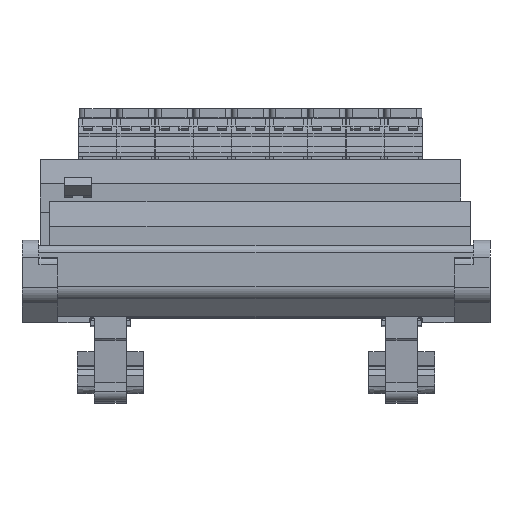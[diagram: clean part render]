
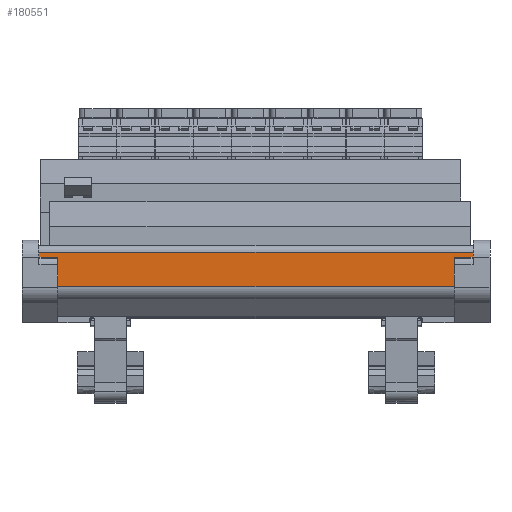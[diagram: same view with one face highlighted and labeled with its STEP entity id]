
A CAD part, front view. The second image highlights one B-rep face of the part: STEP entity #180551.
In plain terms, the highlighted planar face has unit normal (0, -1, 0).
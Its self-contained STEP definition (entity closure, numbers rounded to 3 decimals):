
#180534=AXIS2_PLACEMENT_3D('Plane Axis2P3D',#180531,#180532,#180533) ;
#169590=CARTESIAN_POINT('Line Origine',(120.,2.1,37.302)) ;
#169594=CARTESIAN_POINT('Vertex',(120.,2.1,36.552)) ;
#169596=CARTESIAN_POINT('Vertex',(120.,2.1,38.052)) ;
#173947=CARTESIAN_POINT('Line Origine',(120.,2.1,33.763)) ;
#173951=CARTESIAN_POINT('Vertex',(120.,2.1,30.973)) ;
#174537=CARTESIAN_POINT('Vertex',(120.,2.1,40.202)) ;
#174540=CARTESIAN_POINT('Line Origine',(120.,2.1,39.127)) ;
#174768=CARTESIAN_POINT('Line Origine',(4.5,2.1,37.302)) ;
#174772=CARTESIAN_POINT('Vertex',(4.5,2.1,38.052)) ;
#174774=CARTESIAN_POINT('Vertex',(4.5,2.1,36.552)) ;
#179404=CARTESIAN_POINT('Line Origine',(4.5,2.1,39.127)) ;
#179408=CARTESIAN_POINT('Vertex',(4.5,2.1,40.202)) ;
#179622=CARTESIAN_POINT('Vertex',(4.5,2.1,30.973)) ;
#179625=CARTESIAN_POINT('Line Origine',(4.5,2.1,33.763)) ;
#180518=CARTESIAN_POINT('Line Origine',(0.,2.1,30.973)) ;
#180531=CARTESIAN_POINT('Axis2P3D Location',(0.,2.1,30.973)) ;
#180536=CARTESIAN_POINT('Line Origine',(62.25,2.1,40.202)) ;
#169591=DIRECTION('Vector Direction',(0.,0.,1.)) ;
#173948=DIRECTION('Vector Direction',(0.,0.,1.)) ;
#174541=DIRECTION('Vector Direction',(0.,0.,1.)) ;
#174769=DIRECTION('Vector Direction',(0.,0.,-1.)) ;
#179405=DIRECTION('Vector Direction',(0.,0.,-1.)) ;
#179626=DIRECTION('Vector Direction',(0.,0.,-1.)) ;
#180519=DIRECTION('Vector Direction',(1.,0.,0.)) ;
#180532=DIRECTION('Axis2P3D Direction',(0.,1.,0.)) ;
#180533=DIRECTION('Axis2P3D XDirection',(-1.,0.,0.)) ;
#180537=DIRECTION('Vector Direction',(1.,0.,0.)) ;
#169592=VECTOR('Line Direction',#169591,1.) ;
#173949=VECTOR('Line Direction',#173948,1.) ;
#174542=VECTOR('Line Direction',#174541,1.) ;
#174770=VECTOR('Line Direction',#174769,1.) ;
#179406=VECTOR('Line Direction',#179405,1.) ;
#179627=VECTOR('Line Direction',#179626,1.) ;
#180520=VECTOR('Line Direction',#180519,1.) ;
#180538=VECTOR('Line Direction',#180537,1.) ;
#180542=ORIENTED_EDGE('',*,*,#179410,.T.) ;
#180543=ORIENTED_EDGE('',*,*,#174776,.T.) ;
#180544=ORIENTED_EDGE('',*,*,#179629,.T.) ;
#180545=ORIENTED_EDGE('',*,*,#180522,.T.) ;
#180546=ORIENTED_EDGE('',*,*,#173953,.T.) ;
#180547=ORIENTED_EDGE('',*,*,#169598,.T.) ;
#180548=ORIENTED_EDGE('',*,*,#174544,.T.) ;
#180549=ORIENTED_EDGE('',*,*,#180540,.F.) ;
#180551=ADVANCED_FACE('NONE',(#180550),#180535,.F.) ;
#169598=EDGE_CURVE('',#169595,#169597,#169593,.T.) ;
#173953=EDGE_CURVE('',#173952,#169595,#173950,.T.) ;
#174544=EDGE_CURVE('',#169597,#174538,#174543,.T.) ;
#174776=EDGE_CURVE('',#174773,#174775,#174771,.T.) ;
#179410=EDGE_CURVE('',#179409,#174773,#179407,.T.) ;
#179629=EDGE_CURVE('',#174775,#179623,#179628,.T.) ;
#180522=EDGE_CURVE('',#179623,#173952,#180521,.T.) ;
#180540=EDGE_CURVE('',#179409,#174538,#180539,.T.) ;
#180541=EDGE_LOOP('',(#180542,#180543,#180544,#180545,#180546,#180547,#180548,#180549)) ;
#180550=FACE_OUTER_BOUND('',#180541,.T.) ;
#169593=LINE('Line',#169590,#169592) ;
#173950=LINE('Line',#173947,#173949) ;
#174543=LINE('Line',#174540,#174542) ;
#174771=LINE('Line',#174768,#174770) ;
#179407=LINE('Line',#179404,#179406) ;
#179628=LINE('Line',#179625,#179627) ;
#180521=LINE('Line',#180518,#180520) ;
#180539=LINE('Line',#180536,#180538) ;
#180535=PLANE('',#180534) ;
#169595=VERTEX_POINT('',#169594) ;
#169597=VERTEX_POINT('',#169596) ;
#173952=VERTEX_POINT('',#173951) ;
#174538=VERTEX_POINT('',#174537) ;
#174773=VERTEX_POINT('',#174772) ;
#174775=VERTEX_POINT('',#174774) ;
#179409=VERTEX_POINT('',#179408) ;
#179623=VERTEX_POINT('',#179622) ;
